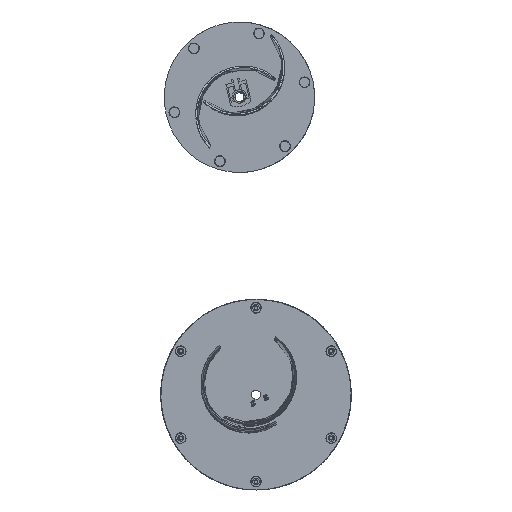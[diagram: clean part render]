
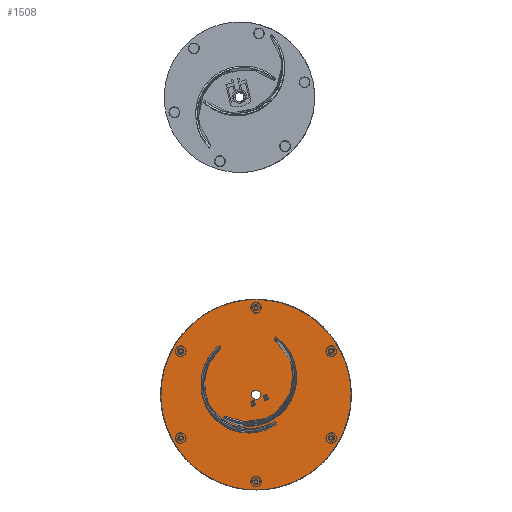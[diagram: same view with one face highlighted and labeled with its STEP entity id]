
A CAD part, top view. The second image highlights one B-rep face of the part: STEP entity #1508.
In plain terms, the highlighted planar face has unit normal (0, 0, 1).
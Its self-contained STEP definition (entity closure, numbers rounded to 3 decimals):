
#123=FACE_BOUND('',#4531,.T.);
#1508=ADVANCED_FACE('',(#2991,#123),#25128,.T.);
#2991=FACE_OUTER_BOUND('',#4530,.T.);
#4530=EDGE_LOOP('',(#12038,#12039));
#4531=EDGE_LOOP('',(#12040,#12041,#12042,#12043,#12044));
#12038=ORIENTED_EDGE('',*,*,#16463,.F.);
#12039=ORIENTED_EDGE('',*,*,#16460,.F.);
#12040=ORIENTED_EDGE('',*,*,#16429,.T.);
#12041=ORIENTED_EDGE('',*,*,#16487,.F.);
#12042=ORIENTED_EDGE('',*,*,#16425,.T.);
#12043=ORIENTED_EDGE('',*,*,#16433,.F.);
#12044=ORIENTED_EDGE('',*,*,#16424,.T.);
#16424=EDGE_CURVE('',#23401,#23400,#17986,.T.);
#16425=EDGE_CURVE('',#23403,#23406,#17987,.T.);
#16429=EDGE_CURVE('',#23400,#23408,#20740,.T.);
#16433=EDGE_CURVE('',#23401,#23406,#20744,.T.);
#16460=EDGE_CURVE('',#23437,#23440,#18008,.T.);
#16463=EDGE_CURVE('',#23440,#23437,#18011,.T.);
#16487=EDGE_CURVE('',#23403,#23408,#18026,.T.);
#17986=(
BOUNDED_CURVE()
B_SPLINE_CURVE(2,(#44300,#44301,#44302,#44303,#44304),.UNSPECIFIED.,.F.,
 .F.)
B_SPLINE_CURVE_WITH_KNOTS((3,2,3),(3.214,4.321,5.428),
 .UNSPECIFIED.)
CURVE()
GEOMETRIC_REPRESENTATION_ITEM()
RATIONAL_B_SPLINE_CURVE((1.,0.851,1.,0.851,1.))
REPRESENTATION_ITEM('')
);
#17987=(
BOUNDED_CURVE()
B_SPLINE_CURVE(2,(#44305,#44306,#44307),.UNSPECIFIED.,.F.,.F.)
B_SPLINE_CURVE_WITH_KNOTS((3,3),(0.,1.107),.UNSPECIFIED.)
CURVE()
GEOMETRIC_REPRESENTATION_ITEM()
RATIONAL_B_SPLINE_CURVE((1.,0.851,1.))
REPRESENTATION_ITEM('')
);
#18008=(
BOUNDED_CURVE()
B_SPLINE_CURVE(3,(#44427,#44428,#44429,#44430),.UNSPECIFIED.,.F.,.F.)
B_SPLINE_CURVE_WITH_KNOTS((4,4),(0.,1.),.UNSPECIFIED.)
CURVE()
GEOMETRIC_REPRESENTATION_ITEM()
RATIONAL_B_SPLINE_CURVE((1.,0.333,0.333,1.))
REPRESENTATION_ITEM('')
);
#18011=(
BOUNDED_CURVE()
B_SPLINE_CURVE(3,(#44439,#44440,#44441,#44442),.UNSPECIFIED.,.F.,.F.)
B_SPLINE_CURVE_WITH_KNOTS((4,4),(0.,1.),.UNSPECIFIED.)
CURVE()
GEOMETRIC_REPRESENTATION_ITEM()
RATIONAL_B_SPLINE_CURVE((1.,0.333,0.333,1.))
REPRESENTATION_ITEM('')
);
#18026=(
BOUNDED_CURVE()
B_SPLINE_CURVE(2,(#44528,#44529,#44530),.UNSPECIFIED.,.F.,.F.)
B_SPLINE_CURVE_WITH_KNOTS((3,3),(-2.107,-1.),.UNSPECIFIED.)
CURVE()
GEOMETRIC_REPRESENTATION_ITEM()
RATIONAL_B_SPLINE_CURVE((1.,0.851,1.))
REPRESENTATION_ITEM('')
);
#20740=B_SPLINE_CURVE_WITH_KNOTS('',1,(#44315,#44316),.UNSPECIFIED.,.F.,
 .F.,(2,2),(-1.,0.),.UNSPECIFIED.);
#20744=B_SPLINE_CURVE_WITH_KNOTS('',1,(#44323,#44324),.UNSPECIFIED.,.F.,
 .F.,(2,2),(-1.,0.),.UNSPECIFIED.);
#23400=VERTEX_POINT('',#44194);
#23401=VERTEX_POINT('',#44195);
#23403=VERTEX_POINT('',#44197);
#23406=VERTEX_POINT('',#44200);
#23408=VERTEX_POINT('',#44202);
#23437=VERTEX_POINT('',#44231);
#23440=VERTEX_POINT('',#44234);
#25128=PLANE('',#26356);
#26356=AXIS2_PLACEMENT_3D('',#43873,#27500,$);
#27500=DIRECTION('',(0.,0.,1.));
#43873=CARTESIAN_POINT('',(-152.369,-332.411,85.338));
#44194=CARTESIAN_POINT('',(6.35,-176.866,85.338));
#44195=CARTESIAN_POINT('',(-6.35,-176.866,85.338));
#44197=CARTESIAN_POINT('',(0.,-187.142,85.338));
#44200=CARTESIAN_POINT('',(-6.35,-183.218,85.338));
#44202=CARTESIAN_POINT('',(6.35,-183.218,85.338));
#44231=CARTESIAN_POINT('',(0.,-330.605,85.338));
#44234=CARTESIAN_POINT('',(0.,-29.48,85.338));
#44300=CARTESIAN_POINT('',(-6.35,-176.866,85.338));
#44301=CARTESIAN_POINT('',(-4.387,-172.942,85.338));
#44302=CARTESIAN_POINT('',(0.,-172.942,85.338));
#44303=CARTESIAN_POINT('',(4.387,-172.942,85.338));
#44304=CARTESIAN_POINT('',(6.35,-176.866,85.338));
#44305=CARTESIAN_POINT('',(0.,-187.142,85.338));
#44306=CARTESIAN_POINT('',(-4.387,-187.142,85.338));
#44307=CARTESIAN_POINT('',(-6.35,-183.218,85.338));
#44315=CARTESIAN_POINT('',(6.35,-176.866,85.338));
#44316=CARTESIAN_POINT('',(6.35,-183.218,85.338));
#44323=CARTESIAN_POINT('',(-6.35,-176.866,85.338));
#44324=CARTESIAN_POINT('',(-6.35,-183.218,85.338));
#44427=CARTESIAN_POINT('',(0.,-330.605,85.338));
#44428=CARTESIAN_POINT('',(-301.125,-330.605,85.338));
#44429=CARTESIAN_POINT('',(-301.125,-29.48,85.338));
#44430=CARTESIAN_POINT('',(0.,-29.48,85.338));
#44439=CARTESIAN_POINT('',(0.,-29.48,85.338));
#44440=CARTESIAN_POINT('',(301.125,-29.48,85.338));
#44441=CARTESIAN_POINT('',(301.125,-330.605,85.338));
#44442=CARTESIAN_POINT('',(0.,-330.605,85.338));
#44528=CARTESIAN_POINT('',(0.,-187.142,85.338));
#44529=CARTESIAN_POINT('',(4.387,-187.142,85.338));
#44530=CARTESIAN_POINT('',(6.35,-183.218,85.338));
